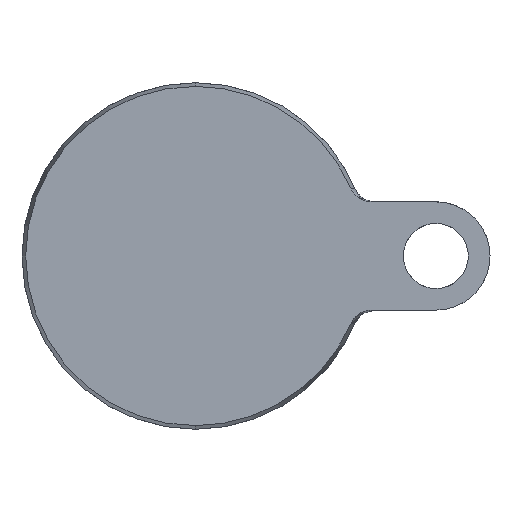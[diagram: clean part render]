
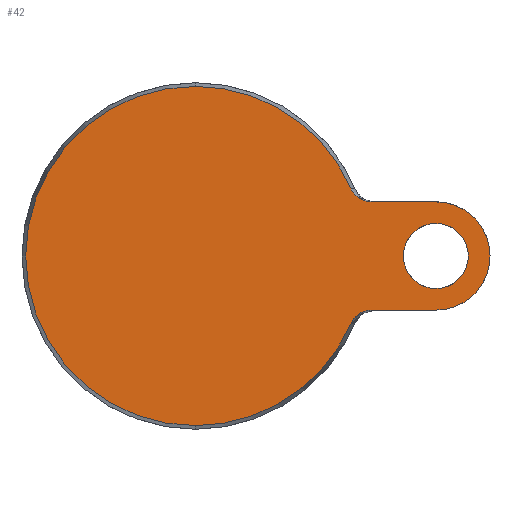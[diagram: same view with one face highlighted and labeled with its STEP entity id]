
A CAD part, front view. The second image highlights one B-rep face of the part: STEP entity #42.
In plain terms, the highlighted planar face has unit normal (0, -1, 0).
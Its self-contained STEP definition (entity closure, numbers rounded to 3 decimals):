
#6 = CARTESIAN_POINT ( 'NONE',  ( 55.5, 0., -7.5 ) ) ;
#20 = CARTESIAN_POINT ( 'NONE',  ( 37.4, 0., 13.603 ) ) ;
#24 = VERTEX_POINT ( 'NONE', #1421 ) ;
#25 = AXIS2_PLACEMENT_3D ( 'NONE', #1322, #751, #1306 ) ;
#42 = ADVANCED_FACE ( 'NONE', ( #592, #263 ), #701, .F. ) ;
#58 = CARTESIAN_POINT ( 'NONE',  ( 36.857, 0., -14.106 ) ) ;
#79 = AXIS2_PLACEMENT_3D ( 'NONE', #506, #990, #1084 ) ;
#83 = EDGE_CURVE ( 'NONE', #305, #1451, #1449, .T. ) ;
#118 = VERTEX_POINT ( 'NONE', #1098 ) ;
#119 = LINE ( 'NONE', #345, #688 ) ;
#134 = CARTESIAN_POINT ( 'NONE',  ( 36.861, 0., 14.101 ) ) ;
#156 = DIRECTION ( 'NONE',  ( 0., 0., 1. ) ) ;
#169 = CIRCLE ( 'NONE', #1175, 39.143 ) ;
#170 = CARTESIAN_POINT ( 'NONE',  ( 55.5, 0., 0. ) ) ;
#177 = CARTESIAN_POINT ( 'NONE',  ( 38.218, 0., -13.072 ) ) ;
#189 = CARTESIAN_POINT ( 'NONE',  ( 35.928, 0., -15.535 ) ) ;
#241 = VECTOR ( 'NONE', #914, 1000. ) ;
#263 = FACE_BOUND ( 'NONE', #783, .T. ) ;
#274 = EDGE_CURVE ( 'NONE', #1451, #24, #908, .T. ) ;
#305 = VERTEX_POINT ( 'NONE', #913 ) ;
#314 = CIRCLE ( 'NONE', #1390, 39.143 ) ;
#326 = ORIENTED_EDGE ( 'NONE', *, *, #274, .T. ) ;
#345 = CARTESIAN_POINT ( 'NONE',  ( 15., 0., -12.5 ) ) ;
#365 = VERTEX_POINT ( 'NONE', #6 ) ;
#381 = CARTESIAN_POINT ( 'NONE',  ( 37.598, 0., 13.453 ) ) ;
#405 = CIRCLE ( 'NONE', #25, 12.5 ) ;
#418 = ORIENTED_EDGE ( 'NONE', *, *, #876, .F. ) ;
#422 = EDGE_CURVE ( 'NONE', #800, #1331, #314, .T. ) ;
#425 = AXIS2_PLACEMENT_3D ( 'NONE', #170, #1078, #156 ) ;
#428 = CARTESIAN_POINT ( 'NONE',  ( 35.928, 0., -15.535 ) ) ;
#434 = CARTESIAN_POINT ( 'NONE',  ( 55.5, 0., 7.5 ) ) ;
#456 = EDGE_CURVE ( 'NONE', #365, #1339, #1150, .T. ) ;
#460 = ORIENTED_EDGE ( 'NONE', *, *, #1446, .F. ) ;
#488 = DIRECTION ( 'NONE',  ( 0., -1., 0. ) ) ;
#501 = CARTESIAN_POINT ( 'NONE',  ( 36.124, 0., -15.081 ) ) ;
#506 = CARTESIAN_POINT ( 'NONE',  ( 55.5, 0., 0. ) ) ;
#553 = VERTEX_POINT ( 'NONE', #1478 ) ;
#563 = ORIENTED_EDGE ( 'NONE', *, *, #713, .T. ) ;
#585 = CARTESIAN_POINT ( 'NONE',  ( 36.388, 0., 14.659 ) ) ;
#589 = AXIS2_PLACEMENT_3D ( 'NONE', #1174, #1352, #1038 ) ;
#592 = FACE_OUTER_BOUND ( 'NONE', #1472, .T. ) ;
#607 = CARTESIAN_POINT ( 'NONE',  ( 40.579, 0., 12.5 ) ) ;
#616 = CARTESIAN_POINT ( 'NONE',  ( 38.663, 0., -12.866 ) ) ;
#631 = CARTESIAN_POINT ( 'NONE',  ( 36.381, 0., -14.668 ) ) ;
#638 = CARTESIAN_POINT ( 'NONE',  ( 40.085, 0., -12.5 ) ) ;
#674 = ORIENTED_EDGE ( 'NONE', *, *, #920, .F. ) ;
#688 = VECTOR ( 'NONE', #796, 1000. ) ;
#701 = PLANE ( 'NONE',  #1414 ) ;
#713 = EDGE_CURVE ( 'NONE', #24, #800, #169, .T. ) ;
#729 = CARTESIAN_POINT ( 'NONE',  ( 37.031, 0., -13.929 ) ) ;
#739 = CARTESIAN_POINT ( 'NONE',  ( 37.397, 0., -13.606 ) ) ;
#751 = DIRECTION ( 'NONE',  ( 0., 1., 0. ) ) ;
#758 = CARTESIAN_POINT ( 'NONE',  ( 38.891, 0., -12.781 ) ) ;
#783 = EDGE_LOOP ( 'NONE', ( #1040, #1315 ) ) ;
#791 = EDGE_CURVE ( 'NONE', #1331, #1095, #1002, .T. ) ;
#796 = DIRECTION ( 'NONE',  ( -1., 0., 0. ) ) ;
#800 = VERTEX_POINT ( 'NONE', #852 ) ;
#838 = CARTESIAN_POINT ( 'NONE',  ( 36.124, 0., 15.081 ) ) ;
#844 = CARTESIAN_POINT ( 'NONE',  ( -39.143, 0., 0. ) ) ;
#852 = CARTESIAN_POINT ( 'NONE',  ( 0., 0., -39.143 ) ) ;
#876 = EDGE_CURVE ( 'NONE', #118, #553, #405, .T. ) ;
#908 = CIRCLE ( 'NONE', #589, 39.143 ) ;
#913 = CARTESIAN_POINT ( 'NONE',  ( 40.579, 0., 12.5 ) ) ;
#914 = DIRECTION ( 'NONE',  ( 1., 0., 0. ) ) ;
#920 = EDGE_CURVE ( 'NONE', #305, #118, #1368, .T. ) ;
#934 = CARTESIAN_POINT ( 'NONE',  ( 35.928, 0., 15.535 ) ) ;
#948 = CARTESIAN_POINT ( 'NONE',  ( 38.665, 0., 12.866 ) ) ;
#958 = CARTESIAN_POINT ( 'NONE',  ( 38.008, 0., 13.187 ) ) ;
#961 = CARTESIAN_POINT ( 'NONE',  ( 39.592, 0., -12.572 ) ) ;
#966 = DIRECTION ( 'NONE',  ( 0., 1., 0. ) ) ;
#990 = DIRECTION ( 'NONE',  ( 0., 1., 0. ) ) ;
#1002 = B_SPLINE_CURVE_WITH_KNOTS ( 'NONE', 3,
 ( #189, #501, #631, #58, #729, #739, #1099, #1314, #177, #616, #758, #961, #638, #1218 ),
 .UNSPECIFIED., .F., .F.,
 ( 4, 2, 2, 2, 2, 2, 4 ),
 ( 0., 0.001, 0.002, 0.003, 0.004, 0.004, 0.006 ),
 .UNSPECIFIED. ) ;
#1038 = DIRECTION ( 'NONE',  ( 0., 0., -1. ) ) ;
#1040 = ORIENTED_EDGE ( 'NONE', *, *, #456, .T. ) ;
#1049 = CARTESIAN_POINT ( 'NONE',  ( 35.928, 0., 15.535 ) ) ;
#1078 = DIRECTION ( 'NONE',  ( 0., 1., 0. ) ) ;
#1084 = DIRECTION ( 'NONE',  ( 0., 0., 1. ) ) ;
#1085 = CARTESIAN_POINT ( 'NONE',  ( 38.897, 0., 12.778 ) ) ;
#1095 = VERTEX_POINT ( 'NONE', #1288 ) ;
#1098 = CARTESIAN_POINT ( 'NONE',  ( 55.5, 0., 12.5 ) ) ;
#1099 = CARTESIAN_POINT ( 'NONE',  ( 37.591, 0., -13.458 ) ) ;
#1132 = CIRCLE ( 'NONE', #79, 7.5 ) ;
#1136 = ORIENTED_EDGE ( 'NONE', *, *, #791, .T. ) ;
#1147 = CARTESIAN_POINT ( 'NONE',  ( 15., 0., 12.5 ) ) ;
#1150 = CIRCLE ( 'NONE', #425, 7.5 ) ;
#1162 = CARTESIAN_POINT ( 'NONE',  ( 40.085, 0., 12.5 ) ) ;
#1174 = CARTESIAN_POINT ( 'NONE',  ( 0., 0., 0. ) ) ;
#1175 = AXIS2_PLACEMENT_3D ( 'NONE', #1389, #488, #1398 ) ;
#1180 = CARTESIAN_POINT ( 'NONE',  ( 39.603, 0., 12.57 ) ) ;
#1184 = DIRECTION ( 'NONE',  ( 0., -1., 0. ) ) ;
#1194 = DIRECTION ( 'NONE',  ( 0., 0., 1. ) ) ;
#1197 = CARTESIAN_POINT ( 'NONE',  ( 0., 0., 0. ) ) ;
#1218 = CARTESIAN_POINT ( 'NONE',  ( 40.579, 0., -12.5 ) ) ;
#1262 = EDGE_CURVE ( 'NONE', #1339, #365, #1132, .T. ) ;
#1263 = ORIENTED_EDGE ( 'NONE', *, *, #83, .T. ) ;
#1268 = ORIENTED_EDGE ( 'NONE', *, *, #422, .T. ) ;
#1288 = CARTESIAN_POINT ( 'NONE',  ( 40.579, 0., -12.5 ) ) ;
#1306 = DIRECTION ( 'NONE',  ( 0., 0., -1. ) ) ;
#1313 = CARTESIAN_POINT ( 'NONE',  ( 37.032, 0., 13.927 ) ) ;
#1314 = CARTESIAN_POINT ( 'NONE',  ( 38., 0., -13.192 ) ) ;
#1315 = ORIENTED_EDGE ( 'NONE', *, *, #1262, .T. ) ;
#1322 = CARTESIAN_POINT ( 'NONE',  ( 55.5, 0., 0. ) ) ;
#1331 = VERTEX_POINT ( 'NONE', #428 ) ;
#1339 = VERTEX_POINT ( 'NONE', #434 ) ;
#1352 = DIRECTION ( 'NONE',  ( 0., -1., 0. ) ) ;
#1368 = LINE ( 'NONE', #1147, #241 ) ;
#1389 = CARTESIAN_POINT ( 'NONE',  ( 0., 0., 0. ) ) ;
#1390 = AXIS2_PLACEMENT_3D ( 'NONE', #1197, #1184, #1424 ) ;
#1398 = DIRECTION ( 'NONE',  ( 0., 0., -1. ) ) ;
#1411 = CARTESIAN_POINT ( 'NONE',  ( 38.221, 0., 13.07 ) ) ;
#1414 = AXIS2_PLACEMENT_3D ( 'NONE', #844, #966, #1194 ) ;
#1421 = CARTESIAN_POINT ( 'NONE',  ( 0., 0., 39.143 ) ) ;
#1424 = DIRECTION ( 'NONE',  ( 0., 0., -1. ) ) ;
#1446 = EDGE_CURVE ( 'NONE', #553, #1095, #119, .T. ) ;
#1449 = B_SPLINE_CURVE_WITH_KNOTS ( 'NONE', 3,
 ( #607, #1162, #1180, #1085, #948, #1411, #958, #381, #20, #1313, #134, #585, #838, #934 ),
 .UNSPECIFIED., .F., .F.,
 ( 4, 2, 2, 2, 2, 2, 4 ),
 ( 0., 0.001, 0.002, 0.003, 0.004, 0.004, 0.006 ),
 .UNSPECIFIED. ) ;
#1451 = VERTEX_POINT ( 'NONE', #1049 ) ;
#1472 = EDGE_LOOP ( 'NONE', ( #674, #1263, #326, #563, #1268, #1136, #460, #418 ) ) ;
#1478 = CARTESIAN_POINT ( 'NONE',  ( 55.5, 0., -12.5 ) ) ;
